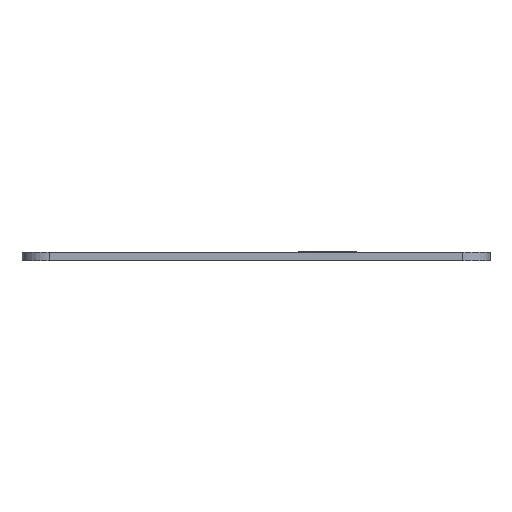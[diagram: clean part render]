
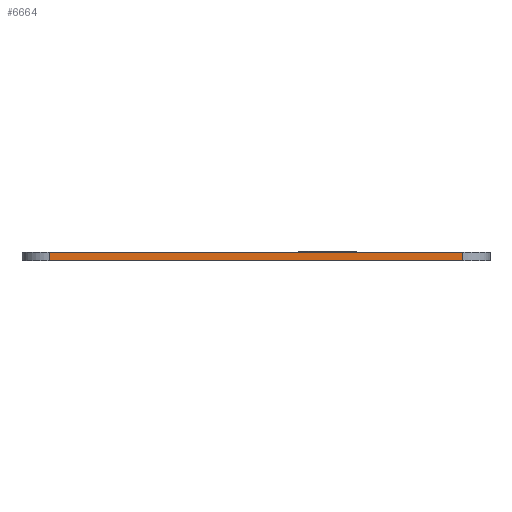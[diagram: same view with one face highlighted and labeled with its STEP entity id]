
A CAD part, front view. The second image highlights one B-rep face of the part: STEP entity #6664.
In plain terms, the highlighted planar face has unit normal (0, -1, 0).
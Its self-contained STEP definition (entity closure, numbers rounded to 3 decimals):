
#938=FACE_OUTER_BOUND('',#1345,.T.);
#1345=EDGE_LOOP('',(#5823,#5824,#5825,#5826));
#1808=LINE('',#12263,#2387);
#1867=LINE('',#12497,#2446);
#1926=LINE('',#12721,#2505);
#1927=LINE('',#12723,#2506);
#2387=VECTOR('',#7613,10.);
#2446=VECTOR('',#7800,10.);
#2505=VECTOR('',#7969,10.);
#2506=VECTOR('',#7972,10.);
#3060=VERTEX_POINT('',#12260);
#3061=VERTEX_POINT('',#12262);
#3171=VERTEX_POINT('',#12494);
#3172=VERTEX_POINT('',#12496);
#3943=EDGE_CURVE('',#3060,#3061,#1808,.T.);
#4057=EDGE_CURVE('',#3171,#3172,#1867,.T.);
#4170=EDGE_CURVE('',#3172,#3060,#1926,.T.);
#4171=EDGE_CURVE('',#3061,#3171,#1927,.T.);
#5823=ORIENTED_EDGE('',*,*,#4170,.F.);
#5824=ORIENTED_EDGE('',*,*,#4057,.F.);
#5825=ORIENTED_EDGE('',*,*,#4171,.F.);
#5826=ORIENTED_EDGE('',*,*,#3943,.F.);
#6364=PLANE('',#6990);
#6664=ADVANCED_FACE('',(#938),#6364,.T.);
#6990=AXIS2_PLACEMENT_3D('',#12722,#7970,#7971);
#7613=DIRECTION('',(1.,0.,0.));
#7800=DIRECTION('',(-1.,0.,0.));
#7969=DIRECTION('',(0.,0.,1.));
#7970=DIRECTION('center_axis',(0.,-1.,0.));
#7971=DIRECTION('ref_axis',(1.,0.,0.));
#7972=DIRECTION('',(0.,0.,-1.));
#12260=CARTESIAN_POINT('',(-8.99,-88.09,1.5));
#12262=CARTESIAN_POINT('',(67.01,-88.09,1.5));
#12263=CARTESIAN_POINT('',(72.01,-88.09,1.5));
#12494=CARTESIAN_POINT('',(67.01,-88.09,0.));
#12496=CARTESIAN_POINT('',(-8.99,-88.09,0.));
#12497=CARTESIAN_POINT('',(72.01,-88.09,0.));
#12721=CARTESIAN_POINT('',(-8.99,-88.09,0.));
#12722=CARTESIAN_POINT('Origin',(-13.99,-88.09,0.));
#12723=CARTESIAN_POINT('',(67.01,-88.09,0.));
